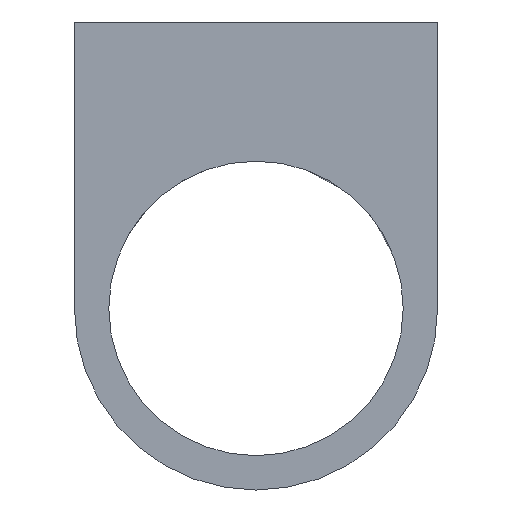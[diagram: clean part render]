
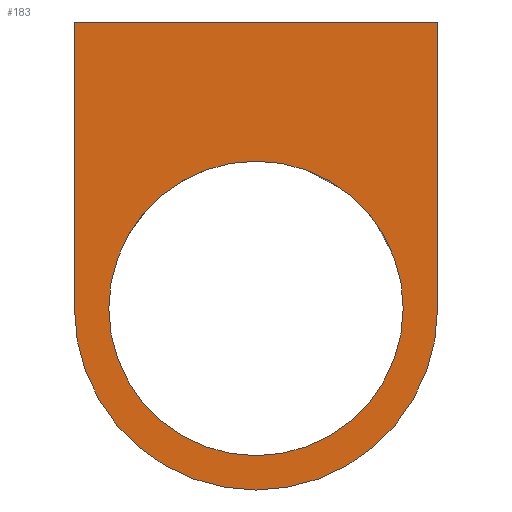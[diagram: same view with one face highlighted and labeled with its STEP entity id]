
A CAD part, left-side view. The second image highlights one B-rep face of the part: STEP entity #183.
In plain terms, the highlighted planar face has unit normal (-1, 0, 0).
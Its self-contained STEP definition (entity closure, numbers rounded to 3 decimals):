
#19=PLANE('',#212);
#25=FACE_BOUND('',#49,.T.);
#34=FACE_OUTER_BOUND('',#48,.T.);
#48=EDGE_LOOP('',(#166,#167,#168,#169));
#49=EDGE_LOOP('',(#170));
#60=LINE('',#370,#73);
#63=LINE('',#376,#76);
#66=LINE('',#380,#79);
#73=VECTOR('',#243,10.);
#76=VECTOR('',#248,10.);
#79=VECTOR('',#253,10.);
#82=CIRCLE('',#203,12.85);
#85=CIRCLE('',#207,15.85);
#92=VERTEX_POINT('',#352);
#96=VERTEX_POINT('',#361);
#97=VERTEX_POINT('',#363);
#99=VERTEX_POINT('',#369);
#101=VERTEX_POINT('',#375);
#110=EDGE_CURVE('',#92,#92,#82,.T.);
#115=EDGE_CURVE('',#97,#96,#85,.T.);
#118=EDGE_CURVE('',#99,#97,#60,.T.);
#121=EDGE_CURVE('',#101,#99,#63,.T.);
#124=EDGE_CURVE('',#96,#101,#66,.T.);
#166=ORIENTED_EDGE('',*,*,#124,.T.);
#167=ORIENTED_EDGE('',*,*,#121,.T.);
#168=ORIENTED_EDGE('',*,*,#118,.T.);
#169=ORIENTED_EDGE('',*,*,#115,.T.);
#170=ORIENTED_EDGE('',*,*,#110,.T.);
#183=ADVANCED_FACE('',(#34,#25),#19,.F.);
#203=AXIS2_PLACEMENT_3D('',#353,#227,#228);
#207=AXIS2_PLACEMENT_3D('',#364,#237,#238);
#212=AXIS2_PLACEMENT_3D('',#382,#256,#257);
#227=DIRECTION('center_axis',(1.,0.,0.));
#228=DIRECTION('ref_axis',(0.,1.,0.));
#237=DIRECTION('center_axis',(-1.,0.,0.));
#238=DIRECTION('ref_axis',(0.,1.,0.));
#243=DIRECTION('',(0.,0.,-1.));
#248=DIRECTION('',(0.,1.,0.));
#253=DIRECTION('',(0.,0.,1.));
#256=DIRECTION('center_axis',(1.,0.,0.));
#257=DIRECTION('ref_axis',(0.,1.,0.));
#352=CARTESIAN_POINT('',(-5.,-12.85,-25.));
#353=CARTESIAN_POINT('Origin',(-5.,0.,-25.));
#361=CARTESIAN_POINT('',(-5.,-15.85,-25.));
#363=CARTESIAN_POINT('',(-5.,15.85,-25.));
#364=CARTESIAN_POINT('Origin',(-5.,0.,-25.));
#369=CARTESIAN_POINT('',(-5.,15.85,0.));
#370=CARTESIAN_POINT('',(-5.,15.85,-25.));
#375=CARTESIAN_POINT('',(-5.,-15.85,0.));
#376=CARTESIAN_POINT('',(-5.,15.85,0.));
#380=CARTESIAN_POINT('',(-5.,-15.85,0.));
#382=CARTESIAN_POINT('Origin',(-5.,0.,-20.425));
